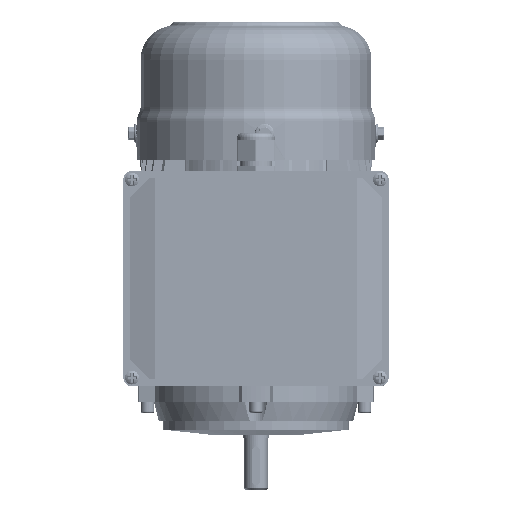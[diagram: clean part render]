
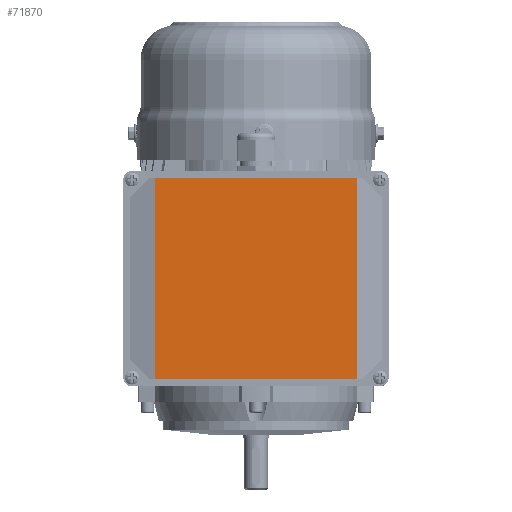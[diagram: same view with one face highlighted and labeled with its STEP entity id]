
A CAD part, top view. The second image highlights one B-rep face of the part: STEP entity #71870.
In plain terms, the highlighted face is planar.
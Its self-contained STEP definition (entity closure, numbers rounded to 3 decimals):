
#46544 = DIRECTION ( 'NONE',  ( 0., 0., -1. ) ) ;
#46546 = VECTOR ( 'NONE', #46544, 1000. ) ;
#46548 = CARTESIAN_POINT ( 'NONE',  ( -58.5, 20., 58.5 ) ) ;
#46553 = DIRECTION ( 'NONE',  ( 0., 0., 1. ) ) ;
#46554 = DIRECTION ( 'NONE',  ( 0., 1., 0. ) ) ;
#46556 = CARTESIAN_POINT ( 'NONE',  ( -77., 20., -62.5 ) ) ;
#46557 = LINE ( 'NONE', #46548, #46546 ) ;
#46562 = AXIS2_PLACEMENT_3D ( 'NONE', #46556, #46554, #46553 ) ;
#46564 = FACE_OUTER_BOUND ( 'NONE', #71871, .T. ) ;
#46570 = PLANE ( 'NONE',  #46562 ) ;
#46596 = LINE ( 'NONE', #46734, #46732 ) ;
#46678 = CARTESIAN_POINT ( 'NONE',  ( 58.5, 20., -58.5 ) ) ;
#46680 = DIRECTION ( 'NONE',  ( -1., 0., 0. ) ) ;
#46681 = VECTOR ( 'NONE', #46680, 1000. ) ;
#46682 = CARTESIAN_POINT ( 'NONE',  ( -61.5, 20., -58.5 ) ) ;
#46684 = LINE ( 'NONE', #46682, #46681 ) ;
#46688 = CARTESIAN_POINT ( 'NONE',  ( -58.5, 20., -58.5 ) ) ;
#46730 = DIRECTION ( 'NONE',  ( 1., 0., 0. ) ) ;
#46732 = VECTOR ( 'NONE', #46730, 1000. ) ;
#46734 = CARTESIAN_POINT ( 'NONE',  ( -61.5, 20., 58.5 ) ) ;
#46904 = CARTESIAN_POINT ( 'NONE',  ( -58.5, 20., 58.5 ) ) ;
#46941 = DIRECTION ( 'NONE',  ( 0., 0., -1. ) ) ;
#46943 = VECTOR ( 'NONE', #46941, 1000. ) ;
#46945 = CARTESIAN_POINT ( 'NONE',  ( 58.5, 20., 58.5 ) ) ;
#46946 = LINE ( 'NONE', #46945, #46943 ) ;
#47026 = CARTESIAN_POINT ( 'NONE',  ( 58.5, 20., 58.5 ) ) ;
#71870 = ADVANCED_FACE ( 'NONE', ( #46564 ), #46570, .T. ) ;
#71871 = EDGE_LOOP ( 'NONE', ( #71872, #71874, #71954, #71956 ) ) ;
#71872 = ORIENTED_EDGE ( 'NONE', *, *, #71873, .F. ) ;
#71873 = EDGE_CURVE ( 'NONE', #71968, #71907, #46557, .T. ) ;
#71874 = ORIENTED_EDGE ( 'NONE', *, *, #71895, .T. ) ;
#71895 = EDGE_CURVE ( 'NONE', #71968, #71977, #46596, .T. ) ;
#71907 = VERTEX_POINT ( 'NONE', #46688 ) ;
#71909 = EDGE_CURVE ( 'NONE', #71910, #71907, #46684, .T. ) ;
#71910 = VERTEX_POINT ( 'NONE', #46678 ) ;
#71954 = ORIENTED_EDGE ( 'NONE', *, *, #71955, .T. ) ;
#71955 = EDGE_CURVE ( 'NONE', #71977, #71910, #46946, .T. ) ;
#71956 = ORIENTED_EDGE ( 'NONE', *, *, #71909, .T. ) ;
#71968 = VERTEX_POINT ( 'NONE', #46904 ) ;
#71977 = VERTEX_POINT ( 'NONE', #47026 ) ;
